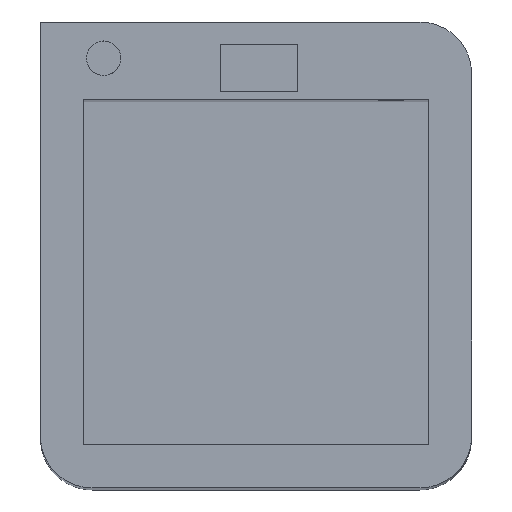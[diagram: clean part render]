
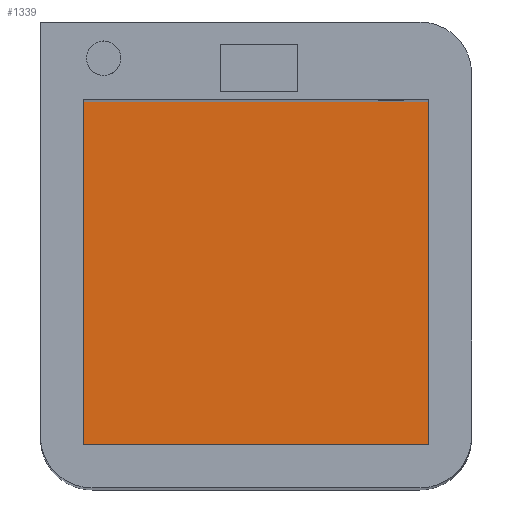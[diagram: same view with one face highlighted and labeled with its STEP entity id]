
A CAD part, top view. The second image highlights one B-rep face of the part: STEP entity #1339.
In plain terms, the highlighted planar face has unit normal (0, 0, 1).
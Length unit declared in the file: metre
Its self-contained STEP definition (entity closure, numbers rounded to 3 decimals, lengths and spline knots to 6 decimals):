
#283=ORIENTED_EDGE('',*,*,#612,.F.);
#284=ORIENTED_EDGE('',*,*,#618,.F.);
#285=ORIENTED_EDGE('',*,*,#616,.T.);
#286=ORIENTED_EDGE('',*,*,#567,.T.);
#567=EDGE_CURVE('',#751,#750,#863,.T.);
#612=EDGE_CURVE('',#781,#750,#895,.T.);
#616=EDGE_CURVE('',#782,#751,#899,.T.);
#618=EDGE_CURVE('',#782,#781,#901,.T.);
#750=VERTEX_POINT('',#2105);
#751=VERTEX_POINT('',#2107);
#781=VERTEX_POINT('',#2197);
#782=VERTEX_POINT('',#2203);
#863=LINE('',#2106,#1000);
#895=LINE('',#2196,#1032);
#899=LINE('',#2202,#1036);
#901=LINE('',#2206,#1038);
#1000=VECTOR('',#1657,1.);
#1032=VECTOR('',#1737,1.);
#1036=VECTOR('',#1743,1.);
#1038=VECTOR('',#1747,1.);
#1106=EDGE_LOOP('',(#283,#284,#285,#286));
#1205=FACE_BOUND('',#1106,.T.);
#1285=PLANE('',#1461);
#1339=ADVANCED_FACE('',(#1205),#1285,.T.);
#1461=AXIS2_PLACEMENT_3D('',#2207,#1748,#1749);
#1657=DIRECTION('',(-1.,0.,0.));
#1737=DIRECTION('',(0.,1.,0.));
#1743=DIRECTION('',(0.,1.,0.));
#1747=DIRECTION('',(-1.,0.,0.));
#1748=DIRECTION('',(0.,0.,1.));
#1749=DIRECTION('',(1.,0.,0.));
#2105=CARTESIAN_POINT('',(-0.02,0.02,0.));
#2106=CARTESIAN_POINT('',(0.,0.02,0.));
#2107=CARTESIAN_POINT('',(0.02,0.02,0.));
#2196=CARTESIAN_POINT('',(-0.02,-0.0005,0.));
#2197=CARTESIAN_POINT('',(-0.02,-0.02,0.));
#2202=CARTESIAN_POINT('',(0.02,-0.0005,0.));
#2203=CARTESIAN_POINT('',(0.02,-0.02,0.));
#2206=CARTESIAN_POINT('',(0.,-0.02,0.));
#2207=CARTESIAN_POINT('',(0.,0.002,0.));
